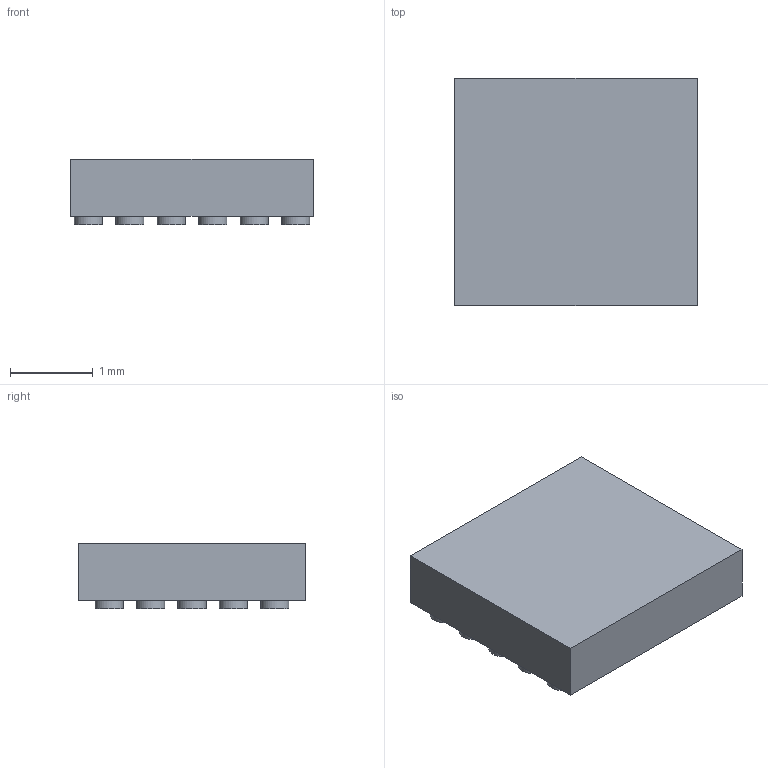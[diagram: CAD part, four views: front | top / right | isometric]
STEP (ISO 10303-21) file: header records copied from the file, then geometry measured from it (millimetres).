
FILE_DESCRIPTION(('FreeCAD Model'),'2;1');
FILE_NAME('1391868.1.4.stp','2020-04-10T05:08:06',( 'Author'),(''),'Open CASCADE STEP processor 6.9','FreeCAD','Unknown' );
FILE_SCHEMA(('AUTOMOTIVE_DESIGN { 1 0 10303 214 1 1 1 1 }'));
Length unit declared in the file: millimetre
Products named in the file (3): ASSEMBLY; Body; Pins
Assembly tree (2 placements, depth 2):
  ASSEMBLY
    Body
    Pins
Bounding box: 2.93 x 2.74 x 0.79 mm (x, y, z)
Volume: 5.8 mm3; surface area: 32.5 mm2
Topology: 31 solids, 31 shells, 96 faces, 102 edges, 68 vertices
Faces by surface type: plane 66, cylinder 30
Full cylindrical faces by diameter (mm): 0.34 x30
Entity records: 3401 total; most frequent: DIRECTION 564, CARTESIAN_POINT 473, ORIENTED_EDGE 204, PCURVE 204, DEFINITIONAL_REPRESENTATION 204, LINE 186, VECTOR 186, AXIS2_PLACEMENT_3D 159
